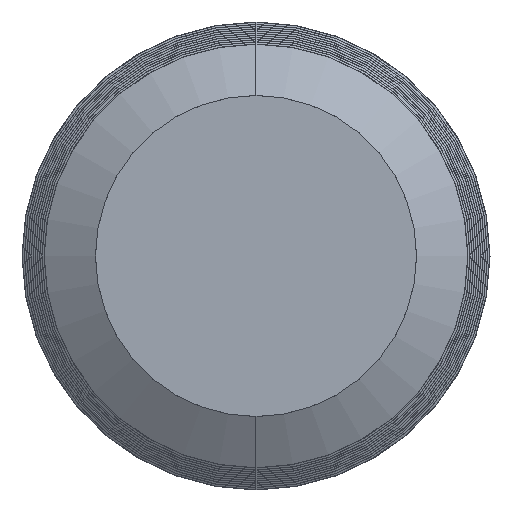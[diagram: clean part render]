
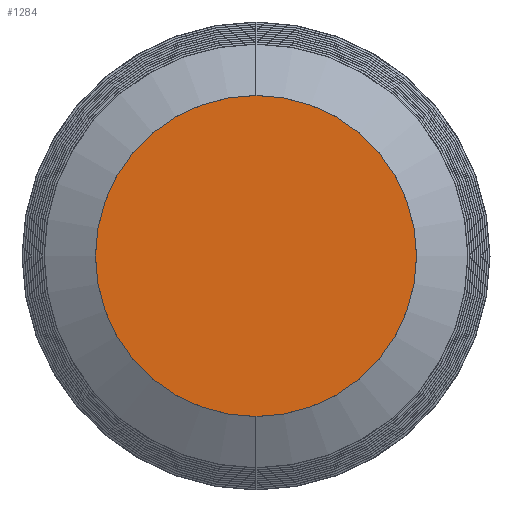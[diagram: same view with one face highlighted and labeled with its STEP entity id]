
A CAD part, left-side view. The second image highlights one B-rep face of the part: STEP entity #1284.
In plain terms, the highlighted planar face has unit normal (-1, 0, 0).
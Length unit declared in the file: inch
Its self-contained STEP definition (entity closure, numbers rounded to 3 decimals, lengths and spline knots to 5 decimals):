
#1 = AXIS2_PLACEMENT_3D ( 'NONE', #521, #1935, #2871 ) ;
#205 = CARTESIAN_POINT ( 'NONE',  ( -0.59, 0., 0. ) ) ;
#214 = CARTESIAN_POINT ( 'NONE',  ( -0.59, 0., 0. ) ) ;
#506 = DIRECTION ( 'NONE',  ( 0., 0., -1. ) ) ;
#515 = CARTESIAN_POINT ( 'NONE',  ( -0.59, 0., 0.12696 ) ) ;
#521 = CARTESIAN_POINT ( 'NONE',  ( -0.59, 0., 0. ) ) ;
#694 = DIRECTION ( 'NONE',  ( 1., 0., 0. ) ) ;
#944 = CIRCLE ( 'NONE', #1, 0.12696 ) ;
#1128 = ORIENTED_EDGE ( 'NONE', *, *, #2689, .F. ) ;
#1284 = ADVANCED_FACE ( 'NONE', ( #2631 ), #1393, .F. ) ;
#1343 = CARTESIAN_POINT ( 'NONE',  ( -0.59, 0., -0.12696 ) ) ;
#1380 = ORIENTED_EDGE ( 'NONE', *, *, #1831, .F. ) ;
#1393 = PLANE ( 'NONE',  #2418 ) ;
#1446 = DIRECTION ( 'NONE',  ( 0., 0., -1. ) ) ;
#1679 = DIRECTION ( 'NONE',  ( 1., 0., 0. ) ) ;
#1813 = EDGE_LOOP ( 'NONE', ( #1128, #1380 ) ) ;
#1831 = EDGE_CURVE ( 'NONE', #3009, #2445, #2374, .T. ) ;
#1935 = DIRECTION ( 'NONE',  ( 1., 0., 0. ) ) ;
#2374 = CIRCLE ( 'NONE', #2766, 0.12696 ) ;
#2418 = AXIS2_PLACEMENT_3D ( 'NONE', #214, #694, #506 ) ;
#2445 = VERTEX_POINT ( 'NONE', #1343 ) ;
#2631 = FACE_OUTER_BOUND ( 'NONE', #1813, .T. ) ;
#2689 = EDGE_CURVE ( 'NONE', #2445, #3009, #944, .T. ) ;
#2766 = AXIS2_PLACEMENT_3D ( 'NONE', #205, #1679, #1446 ) ;
#2871 = DIRECTION ( 'NONE',  ( 0., 0., -1. ) ) ;
#3009 = VERTEX_POINT ( 'NONE', #515 ) ;
